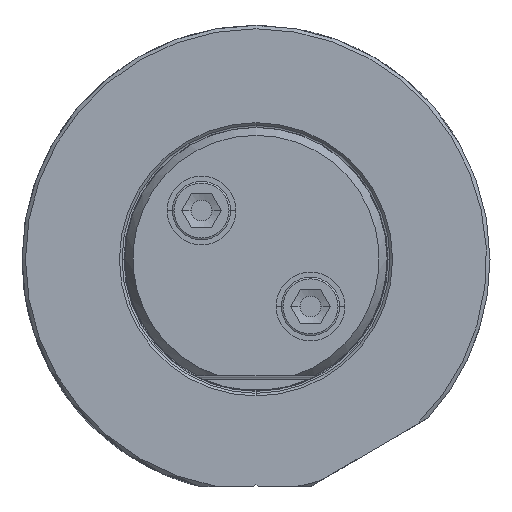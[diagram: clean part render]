
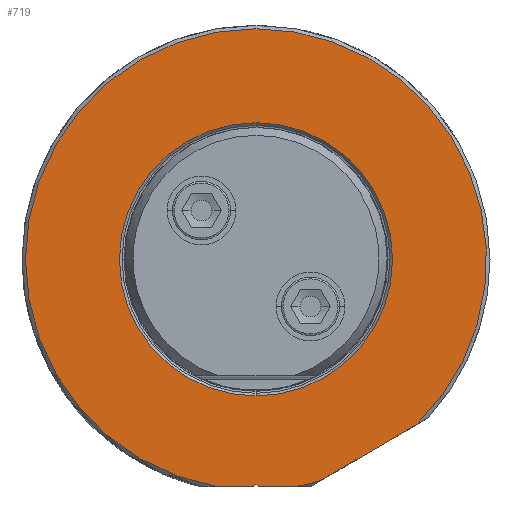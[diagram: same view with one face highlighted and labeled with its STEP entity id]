
A CAD part, top view. The second image highlights one B-rep face of the part: STEP entity #719.
In plain terms, the highlighted planar face has unit normal (0, 0, 1).
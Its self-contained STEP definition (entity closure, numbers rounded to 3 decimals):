
#233=PLANE('',#6247);
#719=ADVANCED_FACE('',(#1021,#1022),#233,.T.);
#1021=FACE_BOUND('',#1194,.T.);
#1022=FACE_BOUND('',#1195,.T.);
#1194=EDGE_LOOP('',(#3478,#3479,#3480,#3481,#3482,#3483,#3484,#3485));
#1195=EDGE_LOOP('',(#3486,#3487));
#1495=CIRCLE('',#6241,33.5);
#1496=CIRCLE('',#6242,33.5);
#1497=CIRCLE('',#6244,33.5);
#1498=CIRCLE('',#6245,19.85);
#1499=CIRCLE('',#6246,19.85);
#1811=LINE('',#12323,#2138);
#1813=LINE('',#12337,#2140);
#1815=LINE('',#12341,#2142);
#1817=LINE('',#12345,#2144);
#1819=LINE('',#12349,#2146);
#2138=VECTOR('',#7260,1.);
#2140=VECTOR('',#7264,1.);
#2142=VECTOR('',#7268,1.);
#2144=VECTOR('',#7272,1.);
#2146=VECTOR('',#7276,1.);
#3478=ORIENTED_EDGE('',*,*,#5394,.T.);
#3479=ORIENTED_EDGE('',*,*,#5321,.T.);
#3480=ORIENTED_EDGE('',*,*,#5393,.T.);
#3481=ORIENTED_EDGE('',*,*,#5392,.T.);
#3482=ORIENTED_EDGE('',*,*,#5331,.F.);
#3483=ORIENTED_EDGE('',*,*,#5329,.T.);
#3484=ORIENTED_EDGE('',*,*,#5327,.T.);
#3485=ORIENTED_EDGE('',*,*,#5325,.F.);
#3486=ORIENTED_EDGE('',*,*,#5395,.T.);
#3487=ORIENTED_EDGE('',*,*,#5396,.T.);
#4623=VERTEX_POINT('',#12322);
#4624=VERTEX_POINT('',#12324);
#4626=VERTEX_POINT('',#12336);
#4627=VERTEX_POINT('',#12338);
#4628=VERTEX_POINT('',#12342);
#4629=VERTEX_POINT('',#12346);
#4630=VERTEX_POINT('',#12350);
#4663=VERTEX_POINT('',#14295);
#4664=VERTEX_POINT('',#14300);
#4665=VERTEX_POINT('',#14301);
#5321=EDGE_CURVE('',#4624,#4623,#1811,.T.);
#5325=EDGE_CURVE('',#4626,#4627,#1813,.T.);
#5327=EDGE_CURVE('',#4628,#4627,#1815,.T.);
#5329=EDGE_CURVE('',#4629,#4628,#1817,.T.);
#5331=EDGE_CURVE('',#4629,#4630,#1819,.T.);
#5392=EDGE_CURVE('',#4663,#4630,#1495,.T.);
#5393=EDGE_CURVE('',#4623,#4663,#1496,.T.);
#5394=EDGE_CURVE('',#4626,#4624,#1497,.T.);
#5395=EDGE_CURVE('',#4664,#4665,#1498,.T.);
#5396=EDGE_CURVE('',#4665,#4664,#1499,.T.);
#6241=AXIS2_PLACEMENT_3D('',#14294,#7361,#7362);
#6242=AXIS2_PLACEMENT_3D('',#14296,#7363,#7364);
#6244=AXIS2_PLACEMENT_3D('',#14298,#7367,#7368);
#6245=AXIS2_PLACEMENT_3D('',#14299,#7369,#7370);
#6246=AXIS2_PLACEMENT_3D('',#14302,#7371,#7372);
#6247=AXIS2_PLACEMENT_3D('',#14303,#7373,#7374);
#7260=DIRECTION('',(0.863,0.505,0.));
#7264=DIRECTION('',(-1.,0.,0.));
#7268=DIRECTION('',(0.707,-0.707,0.));
#7272=DIRECTION('',(0.707,0.707,0.));
#7276=DIRECTION('',(-1.,0.,0.));
#7361=DIRECTION('',(0.,0.,1.));
#7362=DIRECTION('',(0.,1.,0.));
#7363=DIRECTION('',(0.,0.,1.));
#7364=DIRECTION('',(0.7,-0.715,0.));
#7367=DIRECTION('',(0.,0.,1.));
#7368=DIRECTION('',(0.172,-0.985,0.));
#7369=DIRECTION('',(0.,0.,-1.));
#7370=DIRECTION('',(0.,-1.,0.));
#7371=DIRECTION('',(0.,0.,-1.));
#7372=DIRECTION('',(0.,1.,0.));
#7373=DIRECTION('',(0.,0.,1.));
#7374=DIRECTION('',(0.,-1.,0.));
#12322=CARTESIAN_POINT('',(23.437,-23.936,0.));
#12323=CARTESIAN_POINT('',(9.418,-32.149,0.));
#12324=CARTESIAN_POINT('',(9.418,-32.149,0.));
#12336=CARTESIAN_POINT('',(5.766,-33.,0.));
#12337=CARTESIAN_POINT('',(5.766,-33.,0.));
#12338=CARTESIAN_POINT('',(0.354,-33.,0.));
#12341=CARTESIAN_POINT('',(0.,-32.646,0.));
#12342=CARTESIAN_POINT('',(0.,-32.646,0.));
#12345=CARTESIAN_POINT('',(-0.354,-33.,0.));
#12346=CARTESIAN_POINT('',(-0.354,-33.,0.));
#12349=CARTESIAN_POINT('',(-0.354,-33.,0.));
#12350=CARTESIAN_POINT('',(-5.766,-33.,0.));
#14294=CARTESIAN_POINT('',(0.,0.,0.));
#14295=CARTESIAN_POINT('',(0.,33.5,0.));
#14296=CARTESIAN_POINT('',(0.,0.,0.));
#14298=CARTESIAN_POINT('',(0.,0.,0.));
#14299=CARTESIAN_POINT('',(0.,0.,0.));
#14300=CARTESIAN_POINT('',(0.,-19.85,0.));
#14301=CARTESIAN_POINT('',(0.,19.85,0.));
#14302=CARTESIAN_POINT('',(0.,0.,0.));
#14303=CARTESIAN_POINT('',(0.,0.25,0.));
